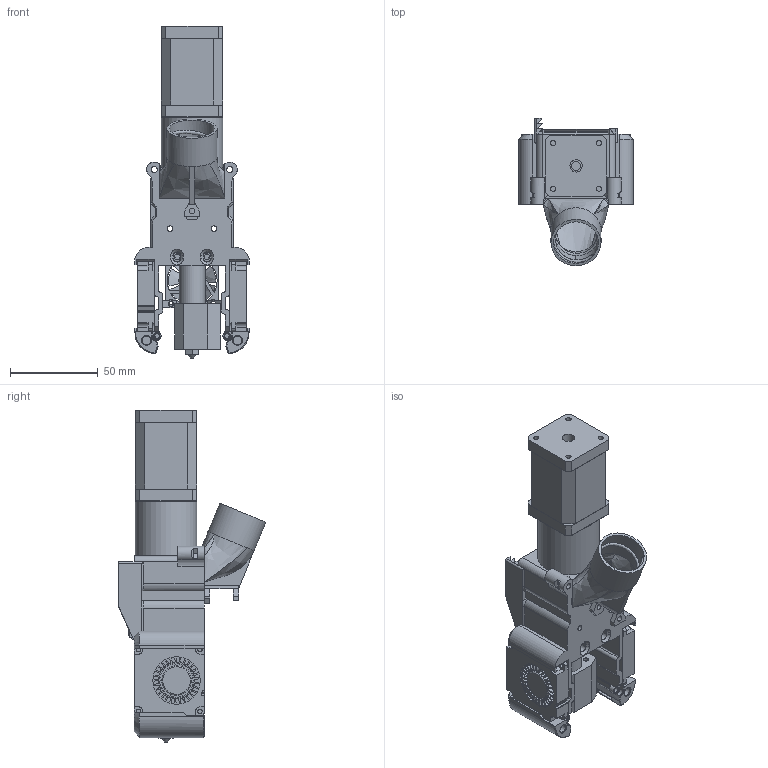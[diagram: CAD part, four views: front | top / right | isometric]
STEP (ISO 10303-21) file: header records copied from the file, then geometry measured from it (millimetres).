
FILE_DESCRIPTION(/* description */ (''),/* implementation_level */ '2;1');
FILE_NAME(/* name */ 'Pellet Burner with hardware.step',/* time_stamp */ '2025-04-02T21:21:59-07:00',/* author */ (''),/* organization */ (''),/* preprocessor_version */ 'ST-DEVELOPER v20.1',/* originating_system */ 'Autodesk Translation Framework v14.4.0.0',/* authorisation */ '');
FILE_SCHEMA (('AUTOMOTIVE_DESIGN { 1 0 10303 214 3 1 1 }'));
Length unit declared in the file: millimetre
Products named in the file (20): Pellet Burner; Toolhead; Ducts; Duct_Left; Standard (1); Duct_Right; Standard; Hardware; Greenboy Extruder; Nema14 stepper 42mm (2); nema14_base.step (1):1 (1):1; nema14_centro.step (1):1 (1):1; nema14_eje.step (1):1 (1):1; nema14_techo.step (1):1 (1):1; Gear reducer; Shaft coupler; Greenboy Hotend; v6-style nozzle; 30mm fan v1; 4010 - Blower Assembly
Assembly tree (20 placements, depth 5):
  Pellet Burner
    Toolhead
      Ducts
        Duct_Left
          Standard (1)
        Duct_Right
          Standard
    Hardware
      Greenboy Extruder
        Nema14 stepper 42mm (2)
          nema14_base.step (1):1 (1):1
          nema14_centro.step (1):1 (1):1
          nema14_eje.step (1):1 (1):1
          nema14_techo.step (1):1 (1):1
        Gear reducer
        Shaft coupler
        Greenboy Hotend
          v6-style nozzle
      30mm fan v1
      4010 - Blower Assembly  x2
Bounding box: 65.2 x 84 x 189 mm (x, y, z)
Volume: 192171.7 mm3; surface area: 112056.7 mm2
Topology: 22 solids, 22 shells, 1334 faces, 3716 edges, 2429 vertices
Faces by surface type: plane 760, cylinder 494, cone 36, bspline 36, torus 8
Full cylindrical faces by diameter (mm): 0.4 x1, 1.75 x1, 2.5 x8, 2.9 x2, 3 x17, 3.2 x2, 3.25 x3, 3.332 x2, 3.5 x8, 4.7 x2, 4.744 x2, 5 x3, 5.2 x2, 5.884 x4, 6 x1, 7 x1, 8 x2, 8.318 x21, 11.882 x21, 12 x1, 14.85 x1, 15 x1, 16.75 x2, 17 x1, 20 x1, 22 x3, 22.5 x1, 25.5 x2, 27 x2, 28.5 x2
Entity records: 42669 total; most frequent: CARTESIAN_POINT 14202, ORIENTED_EDGE 5920, DIRECTION 5650, EDGE_CURVE 2960, VERTEX_POINT 1928, LINE 1894, VECTOR 1894, AXIS2_PLACEMENT_3D 1878
